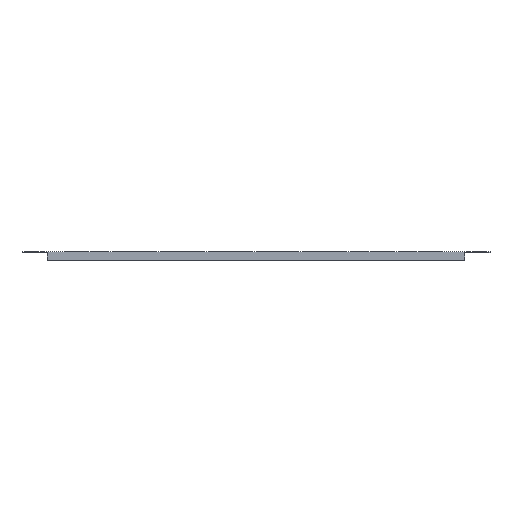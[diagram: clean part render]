
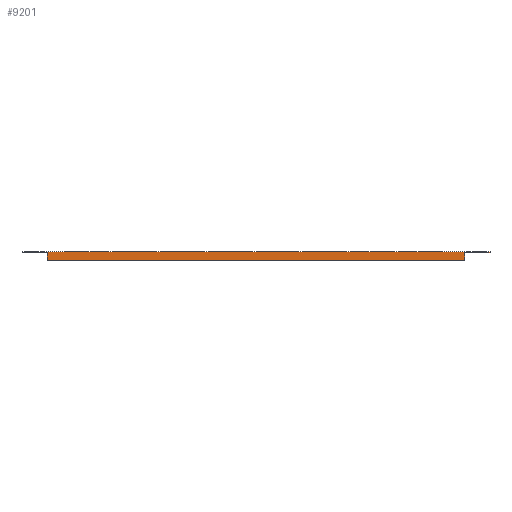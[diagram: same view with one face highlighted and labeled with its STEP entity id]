
A CAD part, front view. The second image highlights one B-rep face of the part: STEP entity #9201.
In plain terms, the highlighted planar face has unit normal (0, -1, 0).
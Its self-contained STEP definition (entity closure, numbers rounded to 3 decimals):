
#75 = VECTOR ( 'NONE', #7440, 1000. ) ;
#97 = DIRECTION ( 'NONE',  ( 0., 0., -1. ) ) ;
#256 = VECTOR ( 'NONE', #7564, 1000. ) ;
#839 = VECTOR ( 'NONE', #9021, 1000. ) ;
#1089 = PLANE ( 'NONE',  #3201 ) ;
#1110 = CARTESIAN_POINT ( 'NONE',  ( -372., -71., -1.5 ) ) ;
#1205 = CARTESIAN_POINT ( 'NONE',  ( -372., -71., -1.5 ) ) ;
#1233 = EDGE_CURVE ( 'NONE', #8096, #2283, #7997, .T. ) ;
#1293 = VERTEX_POINT ( 'NONE', #4805 ) ;
#1390 = ORIENTED_EDGE ( 'NONE', *, *, #9009, .F. ) ;
#1841 = ORIENTED_EDGE ( 'NONE', *, *, #1233, .F. ) ;
#1845 = CARTESIAN_POINT ( 'NONE',  ( -372., -71., -1.5 ) ) ;
#2096 = LINE ( 'NONE', #1110, #4364 ) ;
#2206 = VERTEX_POINT ( 'NONE', #9605 ) ;
#2213 = CARTESIAN_POINT ( 'NONE',  ( -372., -71., -1.5 ) ) ;
#2273 = DIRECTION ( 'NONE',  ( 0., 0., -1. ) ) ;
#2283 = VERTEX_POINT ( 'NONE', #7406 ) ;
#2293 = EDGE_CURVE ( 'NONE', #1293, #4992, #3437, .T. ) ;
#2480 = VECTOR ( 'NONE', #9688, 1000. ) ;
#2494 = CARTESIAN_POINT ( 'NONE',  ( 332., -71., -14. ) ) ;
#2622 = CARTESIAN_POINT ( 'NONE',  ( -372., -71., -1.5 ) ) ;
#2695 = EDGE_CURVE ( 'NONE', #5093, #2934, #7707, .T. ) ;
#2934 = VERTEX_POINT ( 'NONE', #3921 ) ;
#3201 = AXIS2_PLACEMENT_3D ( 'NONE', #1845, #5639, #97 ) ;
#3221 = CARTESIAN_POINT ( 'NONE',  ( 386.841, -71., -14. ) ) ;
#3437 = LINE ( 'NONE', #7529, #839 ) ;
#3921 = CARTESIAN_POINT ( 'NONE',  ( -372., -71., 0. ) ) ;
#3939 = VERTEX_POINT ( 'NONE', #4769 ) ;
#3983 = DIRECTION ( 'NONE',  ( -1., 0., 0. ) ) ;
#4154 = DIRECTION ( 'NONE',  ( 0., 0., 1. ) ) ;
#4166 = ORIENTED_EDGE ( 'NONE', *, *, #2293, .T. ) ;
#4301 = LINE ( 'NONE', #6082, #256 ) ;
#4364 = VECTOR ( 'NONE', #7225, 1000. ) ;
#4555 = CARTESIAN_POINT ( 'NONE',  ( -332., -71., -1.5 ) ) ;
#4769 = CARTESIAN_POINT ( 'NONE',  ( 332., -71., -1.5 ) ) ;
#4805 = CARTESIAN_POINT ( 'NONE',  ( 372., -71., -1.5 ) ) ;
#4935 = EDGE_CURVE ( 'NONE', #3939, #1293, #9205, .T. ) ;
#4992 = VERTEX_POINT ( 'NONE', #6253 ) ;
#5093 = VERTEX_POINT ( 'NONE', #1205 ) ;
#5498 = EDGE_LOOP ( 'NONE', ( #1390, #6638, #7415, #8089, #1841, #7193, #9611, #4166 ) ) ;
#5639 = DIRECTION ( 'NONE',  ( 0., -1., 0. ) ) ;
#5721 = EDGE_CURVE ( 'NONE', #2206, #2283, #6738, .T. ) ;
#5964 = CARTESIAN_POINT ( 'NONE',  ( -372., -71., 0. ) ) ;
#6082 = CARTESIAN_POINT ( 'NONE',  ( 332., -71., -1.5 ) ) ;
#6253 = CARTESIAN_POINT ( 'NONE',  ( 372., -71., 0. ) ) ;
#6638 = ORIENTED_EDGE ( 'NONE', *, *, #2695, .F. ) ;
#6738 = LINE ( 'NONE', #4555, #7453 ) ;
#7193 = ORIENTED_EDGE ( 'NONE', *, *, #8474, .F. ) ;
#7225 = DIRECTION ( 'NONE',  ( 1., 0., 0. ) ) ;
#7406 = CARTESIAN_POINT ( 'NONE',  ( -332., -71., -14. ) ) ;
#7415 = ORIENTED_EDGE ( 'NONE', *, *, #9842, .T. ) ;
#7440 = DIRECTION ( 'NONE',  ( 1., 0., 0. ) ) ;
#7453 = VECTOR ( 'NONE', #2273, 1000. ) ;
#7529 = CARTESIAN_POINT ( 'NONE',  ( 372., -71., -1.5 ) ) ;
#7564 = DIRECTION ( 'NONE',  ( 0., 0., -1. ) ) ;
#7707 = LINE ( 'NONE', #2622, #9374 ) ;
#7997 = LINE ( 'NONE', #3221, #9157 ) ;
#8027 = FACE_OUTER_BOUND ( 'NONE', #5498, .T. ) ;
#8089 = ORIENTED_EDGE ( 'NONE', *, *, #5721, .T. ) ;
#8096 = VERTEX_POINT ( 'NONE', #2494 ) ;
#8474 = EDGE_CURVE ( 'NONE', #3939, #8096, #4301, .T. ) ;
#8538 = LINE ( 'NONE', #5964, #2480 ) ;
#9009 = EDGE_CURVE ( 'NONE', #2934, #4992, #8538, .T. ) ;
#9021 = DIRECTION ( 'NONE',  ( 0., 0., 1. ) ) ;
#9157 = VECTOR ( 'NONE', #3983, 1000. ) ;
#9201 = ADVANCED_FACE ( 'NONE', ( #8027 ), #1089, .T. ) ;
#9205 = LINE ( 'NONE', #2213, #75 ) ;
#9374 = VECTOR ( 'NONE', #4154, 1000. ) ;
#9605 = CARTESIAN_POINT ( 'NONE',  ( -332., -71., -1.5 ) ) ;
#9611 = ORIENTED_EDGE ( 'NONE', *, *, #4935, .T. ) ;
#9688 = DIRECTION ( 'NONE',  ( 1., 0., 0. ) ) ;
#9842 = EDGE_CURVE ( 'NONE', #5093, #2206, #2096, .T. ) ;
